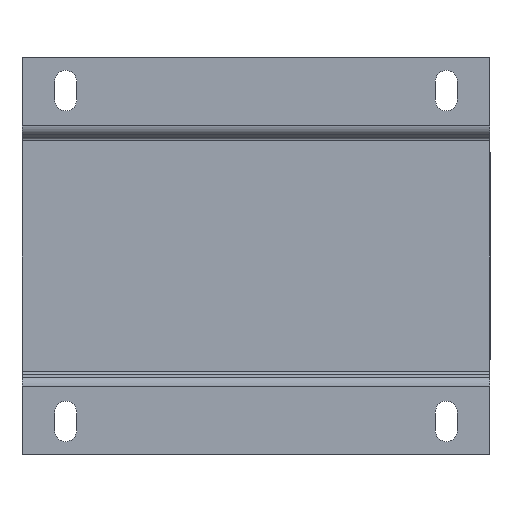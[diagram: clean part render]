
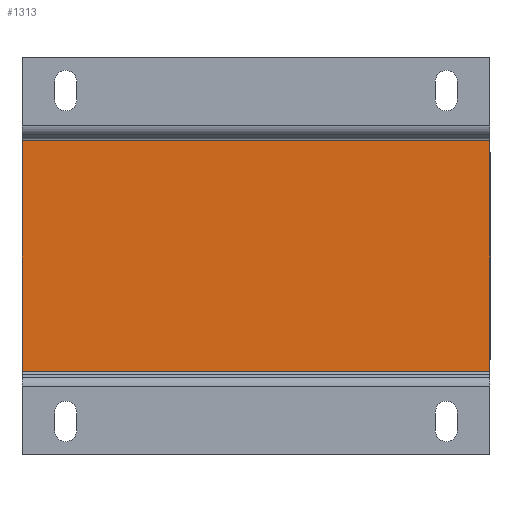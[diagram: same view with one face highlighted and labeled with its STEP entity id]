
A CAD part, front view. The second image highlights one B-rep face of the part: STEP entity #1313.
In plain terms, the highlighted planar face has unit normal (0, -1, 0).
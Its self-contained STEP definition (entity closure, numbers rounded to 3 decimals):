
#278 = EDGE_CURVE ( 'Defeature ausgef�hrt1_95+Defeature ausgef�hrt1_98+Defeature ausgef�hrt1_103+Defeature ausgef�hrt1_116', #5759, #3954, #3240, .T. ) ;
#340 = ORIENTED_EDGE ( 'NONE', *, *, #7672, .F. ) ;
#520 = CARTESIAN_POINT ( 'NONE',  ( 0., -65., -37. ) ) ;
#819 = CARTESIAN_POINT ( 'NONE',  ( -75., -65., 37. ) ) ;
#1313 = ADVANCED_FACE ( 'Defeature ausgef�hrt1_98', ( #9062 ), #4488, .F. ) ;
#1504 = CARTESIAN_POINT ( 'NONE',  ( 75., -65., -37. ) ) ;
#1611 = VECTOR ( 'NONE', #5217, 1000. ) ;
#1871 = CARTESIAN_POINT ( 'NONE',  ( 75., -65., 37. ) ) ;
#2057 = VECTOR ( 'NONE', #8426, 1000. ) ;
#3024 = VECTOR ( 'NONE', #3787, 1000. ) ;
#3160 = EDGE_CURVE ( 'Defeature ausgef�hrt1_98+Defeature ausgef�hrt1_105+Defeature ausgef�hrt1_95+Defeature ausgef�hrt1_97', #5759, #3330, #9243, .T. ) ;
#3240 = LINE ( 'NONE', #5279, #3024 ) ;
#3330 = VERTEX_POINT ( 'NONE', #1504 ) ;
#3676 = DIRECTION ( 'NONE',  ( 0., 1., 0. ) ) ;
#3748 = LINE ( 'NONE', #7753, #2057 ) ;
#3787 = DIRECTION ( 'NONE',  ( 0., 0., 1. ) ) ;
#3954 = VERTEX_POINT ( 'NONE', #819 ) ;
#4488 = PLANE ( 'NONE',  #5542 ) ;
#4768 = EDGE_CURVE ( 'Defeature ausgef�hrt1_118+Defeature ausgef�hrt1_98+Defeature ausgef�hrt1_116+Defeature ausgef�hrt1_117', #3954, #5367, #8831, .T. ) ;
#4913 = EDGE_LOOP ( 'NONE', ( #5448, #5051, #8614, #340 ) ) ;
#5051 = ORIENTED_EDGE ( 'NONE', *, *, #278, .F. ) ;
#5217 = DIRECTION ( 'NONE',  ( 1., 0., 0. ) ) ;
#5279 = CARTESIAN_POINT ( 'NONE',  ( -75., -65., -63.75 ) ) ;
#5367 = VERTEX_POINT ( 'NONE', #1871 ) ;
#5448 = ORIENTED_EDGE ( 'NONE', *, *, #4768, .F. ) ;
#5542 = AXIS2_PLACEMENT_3D ( 'NONE', #6672, #3676, #8731 ) ;
#5759 = VERTEX_POINT ( 'NONE', #9248 ) ;
#6672 = CARTESIAN_POINT ( 'NONE',  ( 0., -65., 0. ) ) ;
#7311 = VECTOR ( 'NONE', #9238, 1000. ) ;
#7672 = EDGE_CURVE ( 'Defeature ausgef�hrt1_97+Defeature ausgef�hrt1_98+Defeature ausgef�hrt1_117+Defeature ausgef�hrt1_104', #5367, #3330, #3748, .T. ) ;
#7753 = CARTESIAN_POINT ( 'NONE',  ( 75., -65., -63.75 ) ) ;
#8053 = CARTESIAN_POINT ( 'NONE',  ( 0., -65., 37. ) ) ;
#8426 = DIRECTION ( 'NONE',  ( 0., 0., -1. ) ) ;
#8614 = ORIENTED_EDGE ( 'NONE', *, *, #3160, .T. ) ;
#8731 = DIRECTION ( 'NONE',  ( 0., 0., 1. ) ) ;
#8831 = LINE ( 'NONE', #8053, #1611 ) ;
#9062 = FACE_OUTER_BOUND ( 'NONE', #4913, .T. ) ;
#9238 = DIRECTION ( 'NONE',  ( 1., 0., 0. ) ) ;
#9243 = LINE ( 'NONE', #520, #7311 ) ;
#9248 = CARTESIAN_POINT ( 'NONE',  ( -75., -65., -37. ) ) ;
